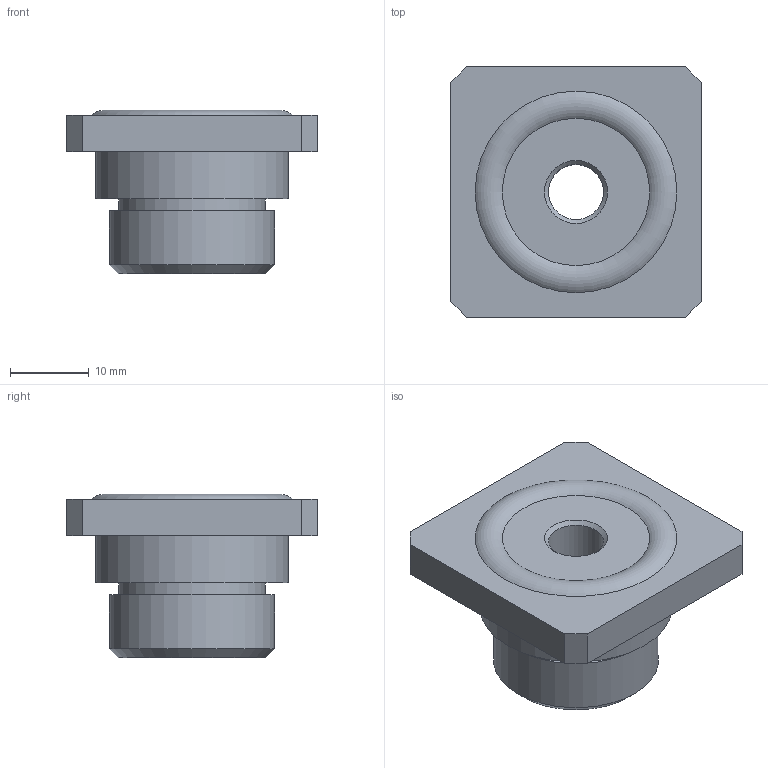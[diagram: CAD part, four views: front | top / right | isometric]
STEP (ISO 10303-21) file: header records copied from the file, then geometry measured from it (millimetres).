
FILE_DESCRIPTION(/* description */ (''),/* implementation_level */ '2;1');
FILE_NAME(/* name */ 'racacoplguia1-2m.stp',/* time_stamp */ '2021-05-25T11:51:21+02:00',/* author */ ('enginyeria'),/* organization */ (''),/* preprocessor_version */ 'ST-DEVELOPER v17.2',/* originating_system */ 'Autodesk Inventor 2019',/* authorisation */ '');
FILE_SCHEMA (('CONFIG_CONTROL_DESIGN'));
Length unit declared in the file: millimetre
Products named in the file (1): racacoplguia1-2m
Bounding box: 31.8 x 31.8 x 20.74 mm (x, y, z)
Volume: 9900.2 mm3; surface area: 4128 mm2
Topology: 1 solids, 1 shells, 21 faces, 52 edges, 37 vertices
Faces by surface type: plane 14, cylinder 4, cone 2, torus 1
Full cylindrical faces by diameter (mm): 7 x1, 18.6 x1, 20.96 x1, 24.5 x1
Entity records: 689 total; most frequent: DIRECTION 118, CARTESIAN_POINT 111, ORIENTED_EDGE 104, EDGE_CURVE 52, AXIS2_PLACEMENT_3D 44, VERTEX_POINT 37, LINE 30, VECTOR 30
